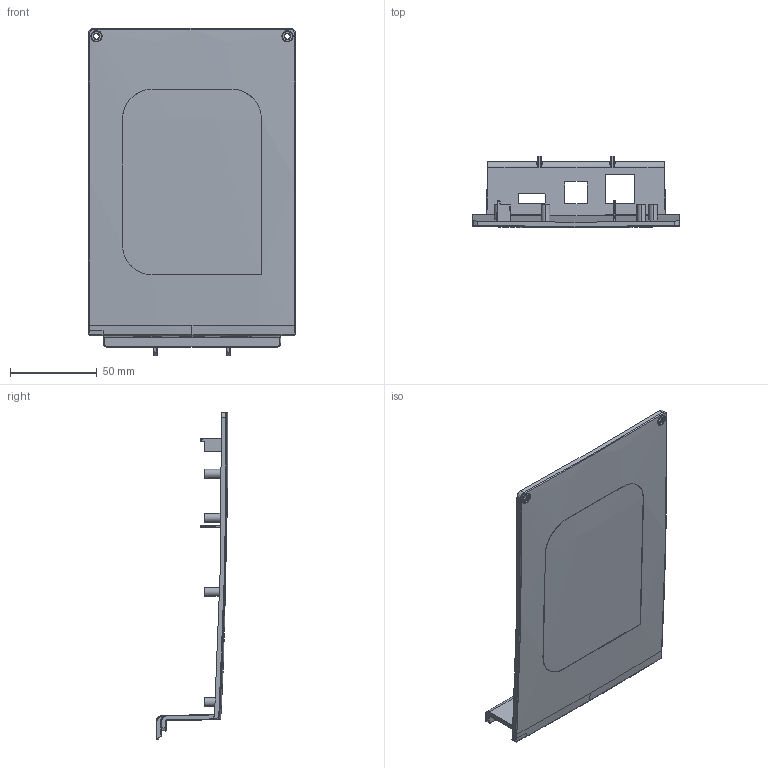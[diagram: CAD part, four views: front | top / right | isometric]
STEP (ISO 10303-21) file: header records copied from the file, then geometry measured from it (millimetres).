
FILE_DESCRIPTION (( 'STEP AP214' ), '1' );
FILE_NAME ('1844_031_rev_05.STEP', '2014-09-17T18:33:49', ( '' ), ( '' ), 'SwSTEP 2.0', 'SolidWorks 2013', '' );
FILE_SCHEMA (( 'AUTOMOTIVE_DESIGN' ));
Length unit declared in the file: millimetre
Products named in the file (1): 1844_031_rev_05
Bounding box: 119.2 x 41.38 x 188.41 mm (x, y, z)
Volume: 71103.8 mm3; surface area: 52617.9 mm2
Topology: 1 solids, 1 shells, 368 faces, 878 edges, 521 vertices
Faces by surface type: bspline 189, cylinder 92, plane 47, cone 23, torus 17
Entity records: 17217 total; most frequent: CARTESIAN_POINT 10265, ORIENTED_EDGE 1740, DIRECTION 1023, EDGE_CURVE 870, VERTEX_POINT 521, AXIS2_PLACEMENT_3D 415, EDGE_LOOP 395, ADVANCED_FACE 368
